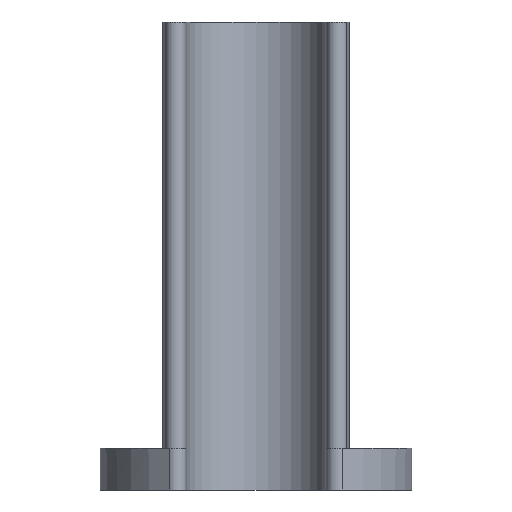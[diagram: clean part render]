
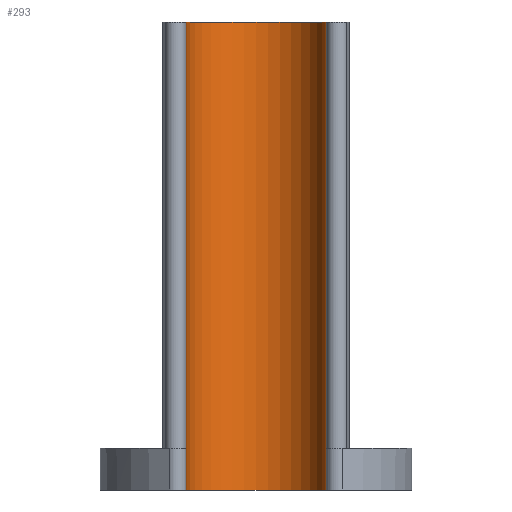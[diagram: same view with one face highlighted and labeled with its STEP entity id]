
A CAD part, left-side view. The second image highlights one B-rep face of the part: STEP entity #293.
In plain terms, the highlighted cylindrical face has radius 6.75 mm (diameter 13.5 mm), a partial arc.
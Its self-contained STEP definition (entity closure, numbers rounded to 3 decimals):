
#33=FACE_OUTER_BOUND('',#49,.T.);
#49=EDGE_LOOP('',(#239,#240,#241,#242));
#60=LINE('',#459,#84);
#68=LINE('',#492,#92);
#84=VECTOR('',#362,10.);
#92=VECTOR('',#394,10.);
#117=CIRCLE('',#338,6.75);
#118=CIRCLE('',#339,6.75);
#127=VERTEX_POINT('',#456);
#128=VERTEX_POINT('',#458);
#140=VERTEX_POINT('',#489);
#141=VERTEX_POINT('',#491);
#156=EDGE_CURVE('',#128,#127,#60,.T.);
#172=EDGE_CURVE('',#140,#141,#68,.T.);
#183=EDGE_CURVE('',#141,#127,#117,.T.);
#184=EDGE_CURVE('',#128,#140,#118,.T.);
#239=ORIENTED_EDGE('',*,*,#156,.T.);
#240=ORIENTED_EDGE('',*,*,#183,.F.);
#241=ORIENTED_EDGE('',*,*,#172,.F.);
#242=ORIENTED_EDGE('',*,*,#184,.F.);
#281=CYLINDRICAL_SURFACE('',#337,6.75);
#293=ADVANCED_FACE('',(#33),#281,.F.);
#337=AXIS2_PLACEMENT_3D('',#512,#417,#418);
#338=AXIS2_PLACEMENT_3D('',#513,#419,#420);
#339=AXIS2_PLACEMENT_3D('',#514,#421,#422);
#362=DIRECTION('',(0.,0.,1.));
#394=DIRECTION('',(0.,0.,1.));
#417=DIRECTION('center_axis',(0.,0.,1.));
#418=DIRECTION('ref_axis',(1.,0.,0.));
#419=DIRECTION('center_axis',(0.,0.,-1.));
#420=DIRECTION('ref_axis',(1.,0.,0.));
#421=DIRECTION('center_axis',(0.,0.,1.));
#422=DIRECTION('ref_axis',(1.,0.,0.));
#456=CARTESIAN_POINT('',(0.,-6.75,45.));
#458=CARTESIAN_POINT('',(0.,-6.75,0.));
#459=CARTESIAN_POINT('',(0.,-6.75,0.));
#489=CARTESIAN_POINT('',(0.,6.75,0.));
#491=CARTESIAN_POINT('',(0.,6.75,45.));
#492=CARTESIAN_POINT('',(0.,6.75,0.));
#512=CARTESIAN_POINT('Origin',(0.,0.,0.));
#513=CARTESIAN_POINT('Origin',(0.,0.,45.));
#514=CARTESIAN_POINT('Origin',(0.,0.,0.));
